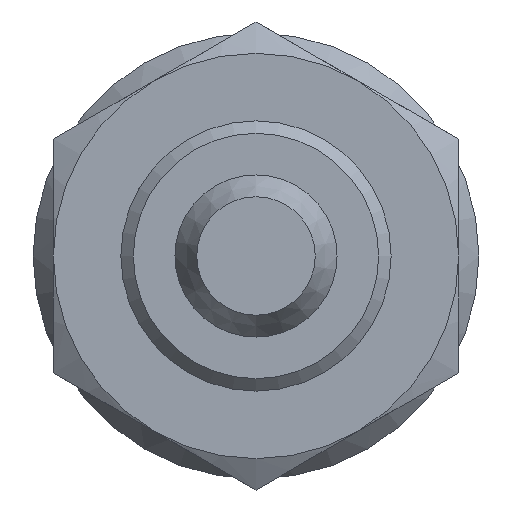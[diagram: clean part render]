
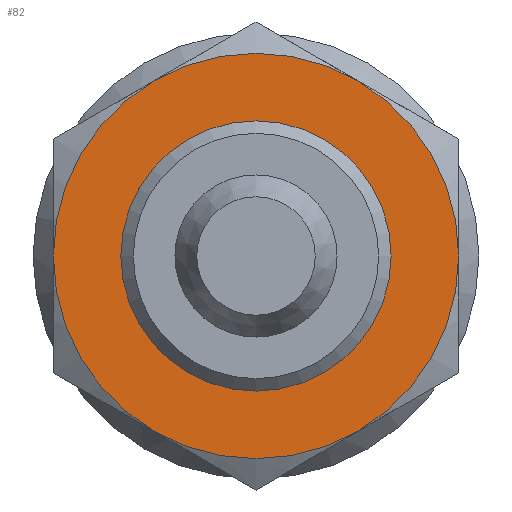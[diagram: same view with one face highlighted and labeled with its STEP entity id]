
A CAD part, front view. The second image highlights one B-rep face of the part: STEP entity #82.
In plain terms, the highlighted planar face has unit normal (0, -1, 0).
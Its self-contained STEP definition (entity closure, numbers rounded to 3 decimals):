
#82 = ADVANCED_FACE( '', ( #202, #203 ), #204, .F. );
#202 = FACE_BOUND( '', #370, .T. );
#203 = FACE_OUTER_BOUND( '', #371, .T. );
#204 = PLANE( '', #372 );
#370 = EDGE_LOOP( '', ( #551 ) );
#371 = EDGE_LOOP( '', ( #552, #553, #554, #555, #556, #557 ) );
#372 = AXIS2_PLACEMENT_3D( '', #558, #559, #560 );
#551 = ORIENTED_EDGE( '', *, *, #903, .F. );
#552 = ORIENTED_EDGE( '', *, *, #904, .T. );
#553 = ORIENTED_EDGE( '', *, *, #905, .T. );
#554 = ORIENTED_EDGE( '', *, *, #906, .T. );
#555 = ORIENTED_EDGE( '', *, *, #907, .T. );
#556 = ORIENTED_EDGE( '', *, *, #908, .T. );
#557 = ORIENTED_EDGE( '', *, *, #909, .T. );
#558 = CARTESIAN_POINT( '', ( 15., -33., 0. ) );
#559 = DIRECTION( '', ( 0., 1., 0. ) );
#560 = DIRECTION( '', ( 0., 0., 1. ) );
#903 = EDGE_CURVE( '', #1055, #1055, #1056, .F. );
#904 = EDGE_CURVE( '', #1044, #1057, #1058, .T. );
#905 = EDGE_CURVE( '', #1057, #1059, #1060, .T. );
#906 = EDGE_CURVE( '', #1059, #1061, #1062, .T. );
#907 = EDGE_CURVE( '', #1061, #1063, #1064, .T. );
#908 = EDGE_CURVE( '', #1063, #1065, #1066, .T. );
#909 = EDGE_CURVE( '', #1065, #1044, #1067, .T. );
#1044 = VERTEX_POINT( '', #1275 );
#1055 = VERTEX_POINT( '', #1299 );
#1056 = CIRCLE( '', #1300, 10. );
#1057 = VERTEX_POINT( '', #1301 );
#1058 = CIRCLE( '', #1302, 15. );
#1059 = VERTEX_POINT( '', #1303 );
#1060 = CIRCLE( '', #1304, 15. );
#1061 = VERTEX_POINT( '', #1305 );
#1062 = CIRCLE( '', #1306, 15. );
#1063 = VERTEX_POINT( '', #1307 );
#1064 = CIRCLE( '', #1308, 15. );
#1065 = VERTEX_POINT( '', #1309 );
#1066 = CIRCLE( '', #1310, 15. );
#1067 = CIRCLE( '', #1311, 15. );
#1275 = CARTESIAN_POINT( '', ( 7.5, -33., -12.99 ) );
#1299 = CARTESIAN_POINT( '', ( 0., -33., 10. ) );
#1300 = AXIS2_PLACEMENT_3D( '', #1663, #1664, #1665 );
#1301 = CARTESIAN_POINT( '', ( 15., -33., 0. ) );
#1302 = AXIS2_PLACEMENT_3D( '', #1666, #1667, #1668 );
#1303 = CARTESIAN_POINT( '', ( 7.5, -33., 12.99 ) );
#1304 = AXIS2_PLACEMENT_3D( '', #1669, #1670, #1671 );
#1305 = CARTESIAN_POINT( '', ( -7.5, -33., 12.99 ) );
#1306 = AXIS2_PLACEMENT_3D( '', #1672, #1673, #1674 );
#1307 = CARTESIAN_POINT( '', ( -15., -33., 0. ) );
#1308 = AXIS2_PLACEMENT_3D( '', #1675, #1676, #1677 );
#1309 = CARTESIAN_POINT( '', ( -7.5, -33., -12.99 ) );
#1310 = AXIS2_PLACEMENT_3D( '', #1678, #1679, #1680 );
#1311 = AXIS2_PLACEMENT_3D( '', #1681, #1682, #1683 );
#1663 = CARTESIAN_POINT( '', ( 0., -33., 0. ) );
#1664 = DIRECTION( '', ( 0., 1., 0. ) );
#1665 = DIRECTION( '', ( 0., 0., 1. ) );
#1666 = CARTESIAN_POINT( '', ( 0., -33., 0. ) );
#1667 = DIRECTION( '', ( 0., -1., 0. ) );
#1668 = DIRECTION( '', ( 0., 0., -1. ) );
#1669 = CARTESIAN_POINT( '', ( 0., -33., 0. ) );
#1670 = DIRECTION( '', ( 0., -1., 0. ) );
#1671 = DIRECTION( '', ( 0., 0., -1. ) );
#1672 = CARTESIAN_POINT( '', ( 0., -33., 0. ) );
#1673 = DIRECTION( '', ( 0., -1., 0. ) );
#1674 = DIRECTION( '', ( 0., 0., -1. ) );
#1675 = CARTESIAN_POINT( '', ( 0., -33., 0. ) );
#1676 = DIRECTION( '', ( 0., -1., 0. ) );
#1677 = DIRECTION( '', ( 0., 0., -1. ) );
#1678 = CARTESIAN_POINT( '', ( 0., -33., 0. ) );
#1679 = DIRECTION( '', ( 0., -1., 0. ) );
#1680 = DIRECTION( '', ( 0., 0., -1. ) );
#1681 = CARTESIAN_POINT( '', ( 0., -33., 0. ) );
#1682 = DIRECTION( '', ( 0., -1., 0. ) );
#1683 = DIRECTION( '', ( 0., 0., -1. ) );
